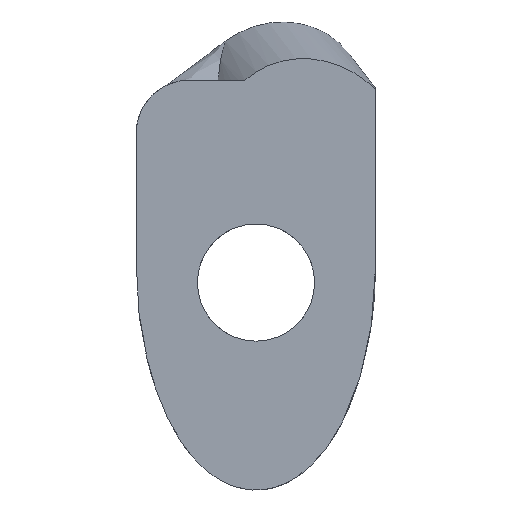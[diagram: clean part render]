
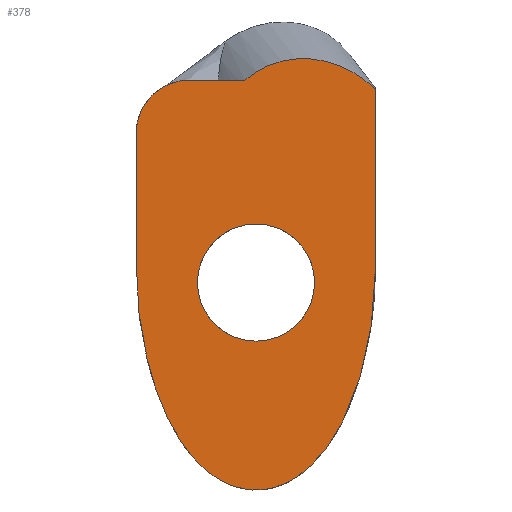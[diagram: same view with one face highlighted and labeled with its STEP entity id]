
A CAD part, front view. The second image highlights one B-rep face of the part: STEP entity #378.
In plain terms, the highlighted planar face has unit normal (0, -1, 0).
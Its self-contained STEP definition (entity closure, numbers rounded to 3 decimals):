
#15=FACE_BOUND('',#77,.T.);
#21=ELLIPSE('',#422,3.844,3.5);
#33=CIRCLE('',#414,2.);
#36=CIRCLE('',#423,2.2);
#54=FACE_OUTER_BOUND('',#76,.T.);
#76=EDGE_LOOP('',(#304,#305,#306,#307,#308,#309));
#77=EDGE_LOOP('',(#310));
#103=LINE('',#699,#130);
#108=LINE('',#716,#135);
#110=LINE('',#722,#137);
#130=VECTOR('',#474,10.);
#135=VECTOR('',#491,10.);
#137=VECTOR('',#497,10.);
#147=B_SPLINE_CURVE_WITH_KNOTS('',3,(#661,#662,#663,#664,#665,#666,#667,
#668,#669,#670,#671,#672,#673,#674,#675,#676),.UNSPECIFIED.,.F.,.F.,(4,
3,3,3,3,4),(-1.571,-0.707,-0.052,0.497,
1.493,1.571),.UNSPECIFIED.);
#171=VERTEX_POINT('',#659);
#172=VERTEX_POINT('',#660);
#175=VERTEX_POINT('',#698);
#177=VERTEX_POINT('',#704);
#181=VERTEX_POINT('',#713);
#183=VERTEX_POINT('',#720);
#184=VERTEX_POINT('',#725);
#214=EDGE_CURVE('',#171,#172,#147,.T.);
#218=EDGE_CURVE('',#172,#175,#103,.T.);
#221=EDGE_CURVE('',#175,#177,#33,.T.);
#227=EDGE_CURVE('',#177,#181,#108,.T.);
#230=EDGE_CURVE('',#171,#183,#110,.T.);
#231=EDGE_CURVE('',#181,#183,#21,.T.);
#232=EDGE_CURVE('',#184,#184,#36,.T.);
#304=ORIENTED_EDGE('',*,*,#230,.T.);
#305=ORIENTED_EDGE('',*,*,#231,.F.);
#306=ORIENTED_EDGE('',*,*,#227,.F.);
#307=ORIENTED_EDGE('',*,*,#221,.F.);
#308=ORIENTED_EDGE('',*,*,#218,.F.);
#309=ORIENTED_EDGE('',*,*,#214,.F.);
#310=ORIENTED_EDGE('',*,*,#232,.F.);
#361=PLANE('',#421);
#378=ADVANCED_FACE('',(#54,#15),#361,.F.);
#414=AXIS2_PLACEMENT_3D('',#705,#479,#480);
#421=AXIS2_PLACEMENT_3D('',#723,#498,#499);
#422=AXIS2_PLACEMENT_3D('',#724,#500,#501);
#423=AXIS2_PLACEMENT_3D('',#726,#502,#503);
#474=DIRECTION('',(0.,0.,1.));
#479=DIRECTION('center_axis',(0.,1.,0.));
#480=DIRECTION('ref_axis',(-1.,0.,0.));
#491=DIRECTION('',(1.,0.,0.));
#497=DIRECTION('',(0.,0.,1.));
#498=DIRECTION('center_axis',(0.,1.,0.));
#499=DIRECTION('ref_axis',(0.,0.,1.));
#500=DIRECTION('center_axis',(0.,1.,0.));
#501=DIRECTION('ref_axis',(-0.615,0.,0.789));
#502=DIRECTION('center_axis',(0.,-1.,0.));
#503=DIRECTION('ref_axis',(1.,0.,0.));
#659=CARTESIAN_POINT('',(21.48,16.544,-42.181));
#660=CARTESIAN_POINT('',(12.48,16.544,-42.181));
#661=CARTESIAN_POINT('Ctrl Pts',(21.48,16.544,-42.181));
#662=CARTESIAN_POINT('Ctrl Pts',(21.48,16.544,-44.557));
#663=CARTESIAN_POINT('Ctrl Pts',(20.949,16.544,-46.911));
#664=CARTESIAN_POINT('Ctrl Pts',(20.009,16.544,-48.517));
#665=CARTESIAN_POINT('Ctrl Pts',(19.296,16.544,-49.734));
#666=CARTESIAN_POINT('Ctrl Pts',(18.327,16.544,-50.554));
#667=CARTESIAN_POINT('Ctrl Pts',(17.24,16.544,-50.667));
#668=CARTESIAN_POINT('Ctrl Pts',(16.328,16.544,-50.762));
#669=CARTESIAN_POINT('Ctrl Pts',(15.422,16.544,-50.33));
#670=CARTESIAN_POINT('Ctrl Pts',(14.704,16.544,-49.551));
#671=CARTESIAN_POINT('Ctrl Pts',(13.403,16.544,-48.139));
#672=CARTESIAN_POINT('Ctrl Pts',(12.598,16.544,-45.552));
#673=CARTESIAN_POINT('Ctrl Pts',(12.492,16.544,-42.82));
#674=CARTESIAN_POINT('Ctrl Pts',(12.484,16.544,-42.607));
#675=CARTESIAN_POINT('Ctrl Pts',(12.48,16.544,-42.394));
#676=CARTESIAN_POINT('Ctrl Pts',(12.48,16.544,-42.181));
#698=CARTESIAN_POINT('',(12.48,16.544,-37.281));
#699=CARTESIAN_POINT('',(12.48,16.544,-42.181));
#704=CARTESIAN_POINT('',(14.48,16.544,-35.281));
#705=CARTESIAN_POINT('Origin',(14.48,16.544,-37.281));
#713=CARTESIAN_POINT('',(16.564,16.544,-35.281));
#716=CARTESIAN_POINT('',(14.48,16.544,-35.281));
#720=CARTESIAN_POINT('',(21.48,16.544,-35.634));
#722=CARTESIAN_POINT('',(21.48,16.544,-42.447));
#723=CARTESIAN_POINT('Origin',(16.98,16.544,-42.981));
#724=CARTESIAN_POINT('Origin',(19.076,16.544,-38.189));
#725=CARTESIAN_POINT('',(14.78,16.544,-42.884));
#726=CARTESIAN_POINT('Origin',(16.98,16.544,-42.884));
